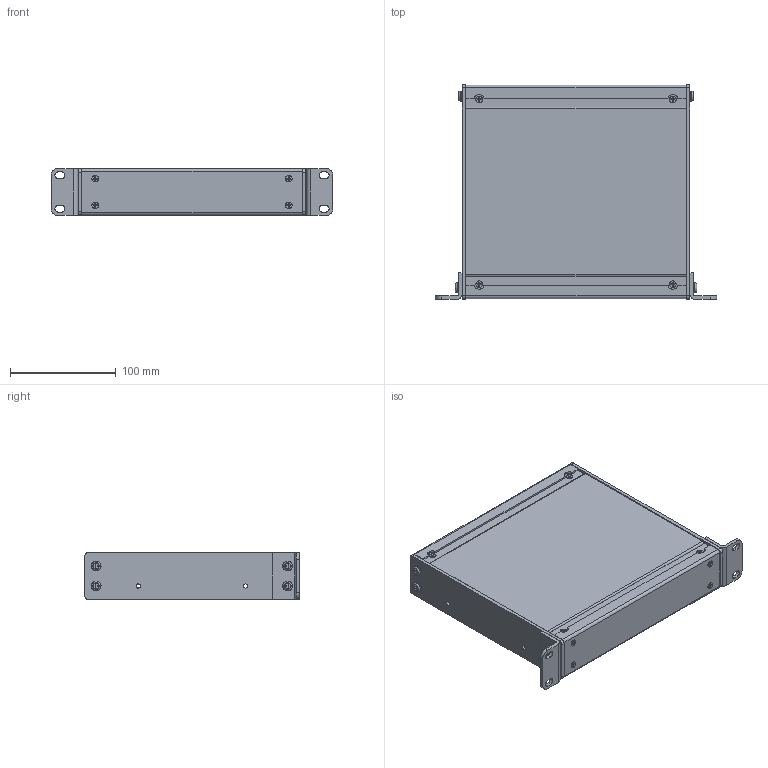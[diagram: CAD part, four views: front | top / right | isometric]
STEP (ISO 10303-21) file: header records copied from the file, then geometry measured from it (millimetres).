
FILE_DESCRIPTION(/* description */ (''),/* implementation_level */ '2;1');
FILE_NAME(/* name */ 'RMCS9018.iam.stp',/* time_stamp */ '2017-03-03T10:27:29-05:00',/* author */ ('MBeerman'),/* organization */ (''),/* preprocessor_version */ 'ST-DEVELOPER v16.1',/* originating_system */ 'Autodesk Inventor 2016',/* authorisation */ '');
FILE_SCHEMA (('AUTOMOTIVE_DESIGN { 1 0 10303 214 3 1 1 }'));
Length unit declared in the file: millimetre
Products named in the file (11): COM53879; COM53875-1; COM53876-1; COM53878-1; SCS19498; SCS19535; COM54125; NTS16847; NTS16752; COM54125_1; RMCS9018
Assembly tree (43 placements, depth 3):
  RMCS9018
    COM53879  x2
    COM53875-1  x2
    COM53876-1  x2
    COM53878-1  x2
    SCS19498  x8
    SCS19535  x16
    COM54125_1  x4
      COM54125
      NTS16847
      NTS16752
Bounding box: 266.7 x 203.44 x 44.45 mm (x, y, z)
Volume: 256207 mm3; surface area: 289076 mm2
Topology: 60 solids, 60 shells, 1004 faces, 2472 edges, 1644 vertices
Faces by surface type: plane 628, cylinder 304, cone 56, torus 16
Full cylindrical faces by diameter (mm): 3.505 x16, 3.962 x4, 4.039 x24, 4.064 x16, 4.75 x16, 4.763 x8, 4.775 x8, 4.801 x8, 5.029 x4, 5.105 x8, 6.198 x8, 6.35 x8, 7.112 x16, 8.636 x8, 9.347 x16
Entity records: 5929 total; most frequent: DIRECTION 1034, CARTESIAN_POINT 987, ORIENTED_EDGE 824, EDGE_CURVE 412, AXIS2_PLACEMENT_3D 393, VERTEX_POINT 296, EDGE_LOOP 286, LINE 248
